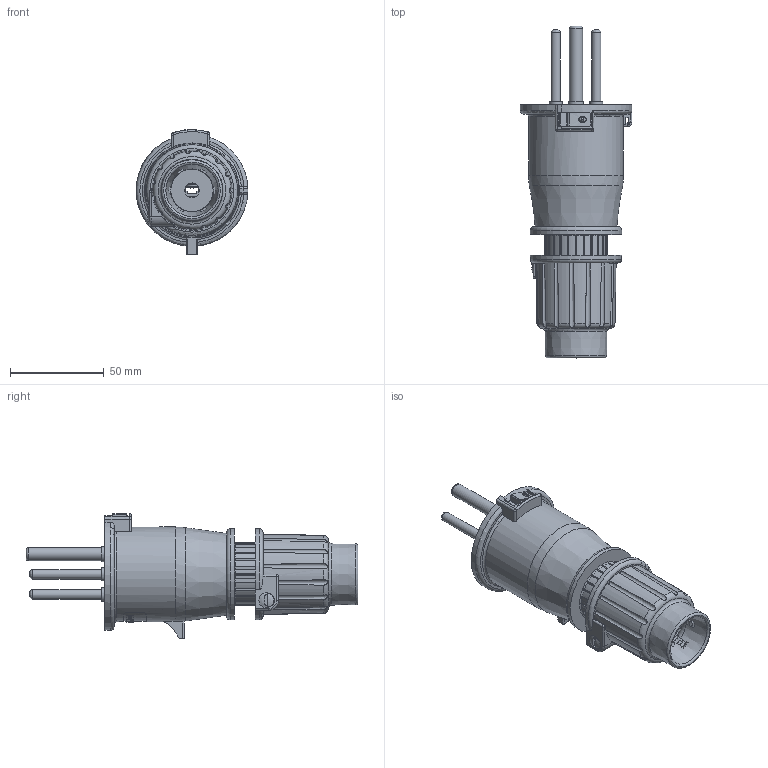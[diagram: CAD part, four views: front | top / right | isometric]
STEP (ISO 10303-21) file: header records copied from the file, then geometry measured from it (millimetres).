
FILE_DESCRIPTION(/* description */ (''),/* implementation_level */ '2;1');
FILE_NAME(/* name */ '4003544.stp',/* time_stamp */ '2019-03-01T11:04:39+01:00',/* author */ (''),/* organization */ (''),/* preprocessor_version */ 'ST-DEVELOPER v16.7',/* originating_system */ 'SIEMENS PLM Software NX 12.0',/* authorisation */ '');
FILE_SCHEMA (('AUTOMOTIVE_DESIGN { 1 0 10303 214 3 1 1 1 }'));
Length unit declared in the file: millimetre
Products named in the file (1): bsom23CC53FBoz6f
Bounding box: 59.5 x 176.6 x 66.24 mm (x, y, z)
Volume: 80357.1 mm3; surface area: 72906.8 mm2
Topology: 12 solids, 12 shells, 1079 faces, 2936 edges, 1901 vertices
Faces by surface type: plane 429, cylinder 327, cone 123, torus 93, bspline 91, sphere 16
Full cylindrical faces by diameter (mm): 1.5 x1, 2 x1, 2.4 x1, 2.7 x3, 2.8 x4, 3 x1, 3.5 x4, 3.6 x3, 3.7 x1, 4 x1, 4.4 x4, 4.5 x1, 5 x3, 5.8 x1, 6 x1, 6.9 x1, 7 x4, 7.9 x1, 7.938 x1, 8 x1, 11.098 x1, 11.102 x1, 14.298 x1, 14.302 x1, 17.498 x1, 17.502 x1, 21.798 x1, 21.802 x1, 22.6 x1, 23 x1
Entity records: 42182 total; most frequent: CARTESIAN_POINT 16725, ORIENTED_EDGE 5520, DIRECTION 4897, EDGE_CURVE 2760, AXIS2_PLACEMENT_3D 1956, VERTEX_POINT 1845, EDGE_LOOP 1265, ADVANCED_FACE 1079
